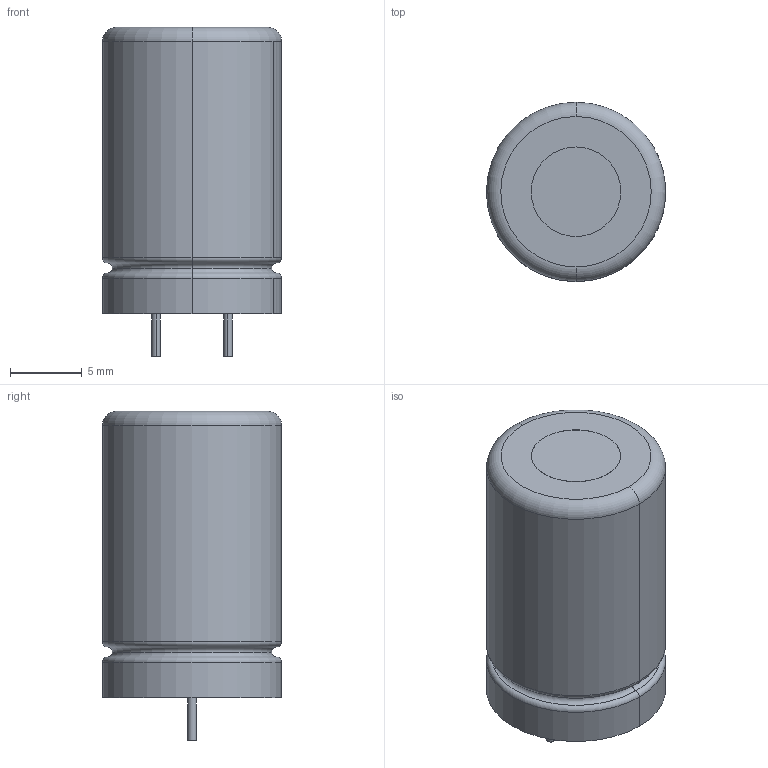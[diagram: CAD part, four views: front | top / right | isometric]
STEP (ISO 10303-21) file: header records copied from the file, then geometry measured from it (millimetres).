
FILE_DESCRIPTION (( 'STEP AP214' ), '1' );
FILE_NAME ( 'CAPPRD500W60D1250H2000.STEP', '2020-05-28T18:48:07', ( '' ), ( '' ), 'Part was generated with the free Library Expert Lite available at www.PCBLibraries.com. Removing line will violate the End User License Agreement.', '©2017 PCB Libraries, Inc.', '' );
FILE_SCHEMA (( 'AUTOMOTIVE_DESIGN' ));
Length unit declared in the file: millimetre
Products named in the file (1): CAPPRD500W60D1250H2000
Bounding box: 12.5 x 12.5 x 23.01 mm (x, y, z)
Volume: 2430.9 mm3; surface area: 1306.8 mm2
Topology: 6 solids, 6 shells, 40 faces, 72 edges, 44 vertices
Faces by surface type: plane 16, cylinder 14, torus 10
Entity records: 1164 total; most frequent: DIRECTION 200, CARTESIAN_POINT 157, ORIENTED_EDGE 144, AXIS2_PLACEMENT_3D 87, EDGE_CURVE 72, STYLED_ITEM 47, PRESENTATION_LAYER_ASSIGNMENT 47, MECHANICAL_DESIGN_GEOMETRIC_PRESENTATION_REPRESENTATION 47
